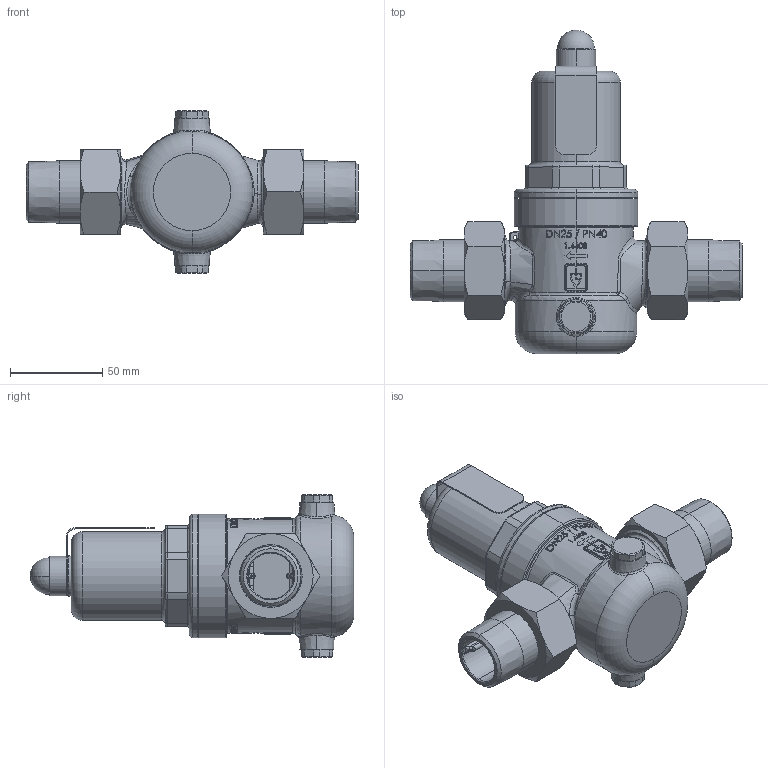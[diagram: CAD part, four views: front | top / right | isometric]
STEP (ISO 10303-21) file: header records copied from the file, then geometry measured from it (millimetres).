
FILE_DESCRIPTION (( 'STEP AP214' ), '1' );
FILE_NAME ('430mGFO-25 Dummy.STEP', '2012-02-22T10:39:25', ( 'Blankenhorn' ), ( '' ), 'SwSTEP 2.0', 'SolidWorks 2011', '' );
FILE_SCHEMA (( 'AUTOMOTIVE_DESIGN' ));
Length unit declared in the file: millimetre
Products named in the file (1): 430mGFO-25 Dummy
Bounding box: 180 x 175.4 x 88 mm (x, y, z)
Volume: 229786.7 mm3; surface area: 125481.3 mm2
Topology: 12 solids, 12 shells, 1183 faces, 2952 edges, 1837 vertices
Faces by surface type: plane 408, bspline 290, cylinder 278, cone 117, torus 78, sphere 12
Entity records: 68304 total; most frequent: CARTESIAN_POINT 29123, ORIENTED_EDGE 5838, DIRECTION 4810, EDGE_CURVE 2919, AXIS2_PLACEMENT_3D 1845, VERTEX_POINT 1834, EDGE_LOOP 1285, UNCERTAINTY_MEASURE_WITH_UNIT 1197
